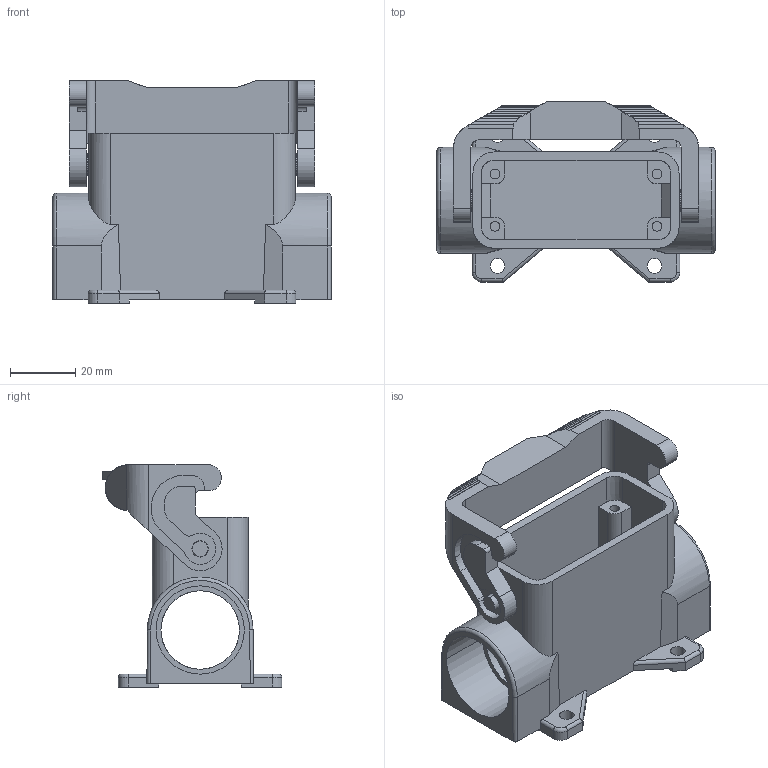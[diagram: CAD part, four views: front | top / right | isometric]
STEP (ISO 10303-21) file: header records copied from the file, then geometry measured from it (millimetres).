
FILE_DESCRIPTION(('Creo Elements/Direct Modeling STEP Export'),'2;1');
FILE_NAME('0ln7tug4lo6srdp4236','2018-11-16T13:51:27',(''),(''),'PTC Creo Elements/Direct Modeling STEP processor for AP214 (Solid Model)','PTC Creo Elements/Direct Modeling 19.0E 27-Jun-2016 (C) Parametric Technology GmbH','');
FILE_SCHEMA(('AUTOMOTIVE_DESIGN { 1 0 10303 214 1 1 1 1 }'));
Length unit declared in the file: millimetre
Products named in the file (2): CZP_15_L221
Assembly tree (1 placements, depth 2):
  CZP_15_L221
    CZP_15_L221
Bounding box: 85 x 55 x 68 mm (x, y, z)
Volume: 52229.5 mm3; surface area: 33243.1 mm2
Topology: 1 solids, 1 shells, 380 faces, 1074 edges, 711 vertices
Faces by surface type: plane 193, cylinder 169, cone 8, torus 6, extrusion 4
Entity records: 19176 total; most frequent: CARTESIAN_POINT 6426, ORIENTED_EDGE 2148, DIRECTION 1920, EDGE_CURVE 1074, VERTEX_POINT 711, AXIS2_PLACEMENT_3D 644, VECTOR 632, LINE 628
